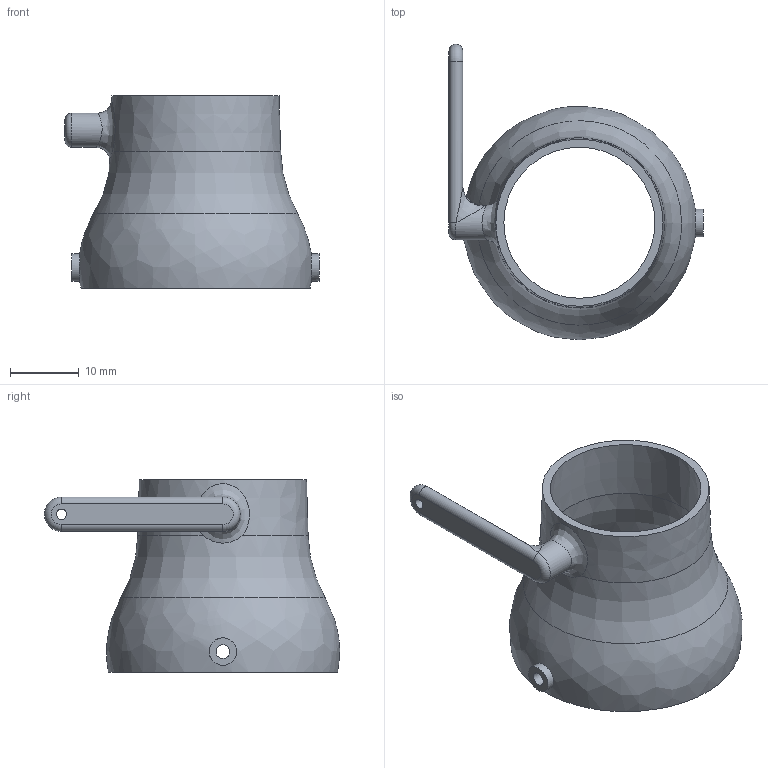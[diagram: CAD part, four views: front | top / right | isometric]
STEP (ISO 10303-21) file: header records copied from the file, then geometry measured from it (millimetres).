
FILE_DESCRIPTION(/* description */ (''),/* implementation_level */ '2;1');
FILE_NAME(/* name */ 'Thrust_vector.stp',/* time_stamp */ '2021-09-18T17:42:23+12:00',/* author */ ('PC'),/* organization */ (''),/* preprocessor_version */ 'ST-DEVELOPER v18.1',/* originating_system */ 'Autodesk Inventor 2021',/* authorisation */ '');
FILE_SCHEMA (('AUTOMOTIVE_DESIGN { 1 0 10303 214 3 1 1 }'));
Length unit declared in the file: millimetre
Products named in the file (1): Thrust_vector
Bounding box: 36.99 x 43 x 28 mm (x, y, z)
Volume: 2905.1 mm3; surface area: 5609.2 mm2
Topology: 1 solids, 1 shells, 30 faces, 78 edges, 50 vertices
Faces by surface type: cylinder 10, bspline 9, plane 8, torus 3
Full cylindrical faces by diameter (mm): 1.5 x1, 2 x2, 4 x4, 5 x1
Entity records: 2331 total; most frequent: CARTESIAN_POINT 1574, ORIENTED_EDGE 160, DIRECTION 126, EDGE_CURVE 80, VERTEX_POINT 54, AXIS2_PLACEMENT_3D 54, EDGE_LOOP 40, CIRCLE 32
